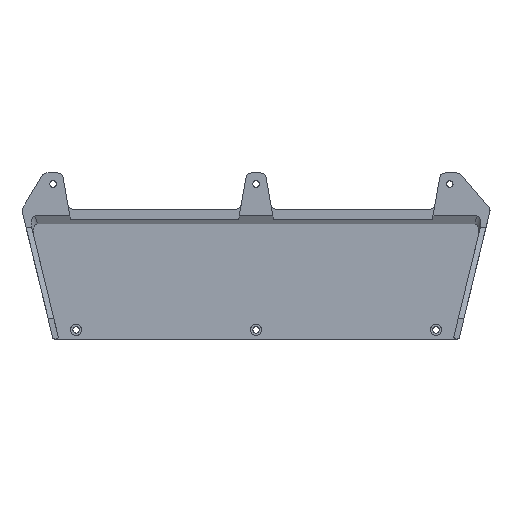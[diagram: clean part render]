
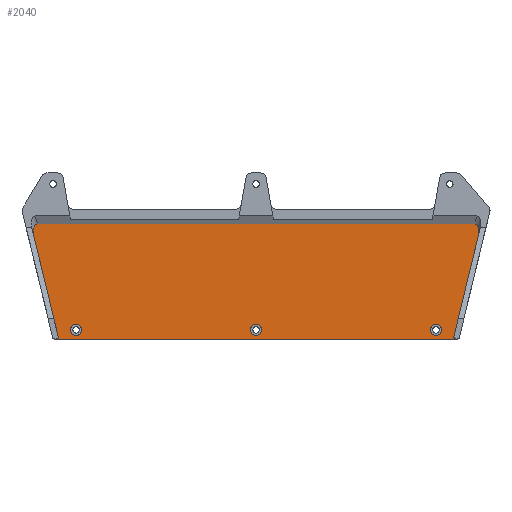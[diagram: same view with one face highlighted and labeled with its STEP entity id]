
A CAD part, top view. The second image highlights one B-rep face of the part: STEP entity #2040.
In plain terms, the highlighted planar face has unit normal (0, 0, 1).
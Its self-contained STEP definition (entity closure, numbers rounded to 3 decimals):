
#19 = DIRECTION ( 'NONE',  ( 0., 0., -1. ) ) ;
#27 = CIRCLE ( 'NONE', #1024, 3.05 ) ;
#34 = DIRECTION ( 'NONE',  ( 1., 0., 0. ) ) ;
#38 = EDGE_CURVE ( 'NONE', #2291, #98, #2073, .T. ) ;
#46 = LINE ( 'NONE', #539, #1360 ) ;
#47 = ORIENTED_EDGE ( 'NONE', *, *, #2257, .F. ) ;
#68 = VERTEX_POINT ( 'NONE', #1498 ) ;
#72 = DIRECTION ( 'NONE',  ( 1., 0., 0. ) ) ;
#83 = DIRECTION ( 'NONE',  ( 0., 0., 1. ) ) ;
#98 = VERTEX_POINT ( 'NONE', #590 ) ;
#101 = AXIS2_PLACEMENT_3D ( 'NONE', #1922, #1601, #2320 ) ;
#103 = VECTOR ( 'NONE', #1057, 1000. ) ;
#126 = CARTESIAN_POINT ( 'NONE',  ( 120.488, 17.357, 3. ) ) ;
#136 = LINE ( 'NONE', #2135, #103 ) ;
#166 = EDGE_CURVE ( 'NONE', #2337, #2094, #1442, .T. ) ;
#187 = CARTESIAN_POINT ( 'NONE',  ( 108.184, -44., 3. ) ) ;
#207 = EDGE_LOOP ( 'NONE', ( #997, #372 ) ) ;
#220 = CARTESIAN_POINT ( 'NONE',  ( 94.45, -40., 3. ) ) ;
#262 = CARTESIAN_POINT ( 'NONE',  ( 120.35, 10.653, 3. ) ) ;
#277 = ORIENTED_EDGE ( 'NONE', *, *, #966, .T. ) ;
#286 = AXIS2_PLACEMENT_3D ( 'NONE', #187, #2282, #1217 ) ;
#296 = CARTESIAN_POINT ( 'NONE',  ( 100.55, -40., 3. ) ) ;
#300 = EDGE_LOOP ( 'NONE', ( #47, #2046 ) ) ;
#319 = ORIENTED_EDGE ( 'NONE', *, *, #1594, .T. ) ;
#364 = VERTEX_POINT ( 'NONE', #1822 ) ;
#366 = CARTESIAN_POINT ( 'NONE',  ( 97.5, -40., 3. ) ) ;
#372 = ORIENTED_EDGE ( 'NONE', *, *, #2113, .F. ) ;
#389 = VECTOR ( 'NONE', #483, 1000. ) ;
#396 =( BOUNDED_CURVE ( )  B_SPLINE_CURVE ( 3, ( #2232, #2079, #126, #847 ),
 .UNSPECIFIED., .F., .T. ) 
 B_SPLINE_CURVE_WITH_KNOTS ( ( 4, 4 ),
 ( 4.712, 6.401 ),
 .UNSPECIFIED. ) 
 CURVE ( )  GEOMETRIC_REPRESENTATION_ITEM ( )  RATIONAL_B_SPLINE_CURVE ( ( 1., 0.776, 0.776, 1. ) ) 
 REPRESENTATION_ITEM ( '' )  );
#414 = CARTESIAN_POINT ( 'NONE',  ( -120.35, 10.653, 3. ) ) ;
#452 = CARTESIAN_POINT ( 'NONE',  ( -118.52, 17.357, 3. ) ) ;
#453 = DIRECTION ( 'NONE',  ( 1., 0., 0. ) ) ;
#470 = AXIS2_PLACEMENT_3D ( 'NONE', #366, #1096, #615 ) ;
#475 = CARTESIAN_POINT ( 'NONE',  ( 107.212, -43.765, 3. ) ) ;
#483 = DIRECTION ( 'NONE',  ( -1., 0., 0. ) ) ;
#488 = EDGE_CURVE ( 'NONE', #1077, #2058, #1425, .T. ) ;
#489 = VERTEX_POINT ( 'NONE', #1303 ) ;
#490 =( BOUNDED_CURVE ( )  B_SPLINE_CURVE ( 3, ( #452, #2208, #633, #414 ),
 .UNSPECIFIED., .F., .T. ) 
 B_SPLINE_CURVE_WITH_KNOTS ( ( 4, 4 ),
 ( 3.024, 4.712 ),
 .UNSPECIFIED. ) 
 CURVE ( )  GEOMETRIC_REPRESENTATION_ITEM ( )  RATIONAL_B_SPLINE_CURVE ( ( 1., 0.776, 0.776, 1. ) ) 
 REPRESENTATION_ITEM ( '' )  );
#501 = FACE_BOUND ( 'NONE', #1259, .T. ) ;
#524 = DIRECTION ( 'NONE',  ( -0.235, 0.972, 0. ) ) ;
#539 = CARTESIAN_POINT ( 'NONE',  ( 107.638, -42., 3. ) ) ;
#544 = ORIENTED_EDGE ( 'NONE', *, *, #1671, .F. ) ;
#563 = DIRECTION ( 'NONE',  ( 1., 0., 0. ) ) ;
#590 = CARTESIAN_POINT ( 'NONE',  ( -107.184, -44., 3. ) ) ;
#595 = CIRCLE ( 'NONE', #470, 3.05 ) ;
#615 = DIRECTION ( 'NONE',  ( 1., 0., 0. ) ) ;
#619 = DIRECTION ( 'NONE',  ( 0., 0., 1. ) ) ;
#627 = AXIS2_PLACEMENT_3D ( 'NONE', #2163, #756, #563 ) ;
#633 = CARTESIAN_POINT ( 'NONE',  ( -121.274, 14.478, 3. ) ) ;
#697 = VERTEX_POINT ( 'NONE', #1072 ) ;
#701 = VERTEX_POINT ( 'NONE', #893 ) ;
#711 = FACE_OUTER_BOUND ( 'NONE', #1813, .T. ) ;
#756 = DIRECTION ( 'NONE',  ( 0., 0., 1. ) ) ;
#795 = CARTESIAN_POINT ( 'NONE',  ( 0., -40., 3. ) ) ;
#798 = DIRECTION ( 'NONE',  ( 1., 0., 0. ) ) ;
#836 = ORIENTED_EDGE ( 'NONE', *, *, #38, .T. ) ;
#847 = CARTESIAN_POINT ( 'NONE',  ( 118.52, 17.357, 3. ) ) ;
#870 = DIRECTION ( 'NONE',  ( 0., 0., -1. ) ) ;
#889 = CARTESIAN_POINT ( 'NONE',  ( -94.45, -40., 3. ) ) ;
#893 = CARTESIAN_POINT ( 'NONE',  ( 3.05, -40., 3. ) ) ;
#966 = EDGE_CURVE ( 'NONE', #2027, #697, #396, .T. ) ;
#985 = CARTESIAN_POINT ( 'NONE',  ( -107.212, -43.765, 3. ) ) ;
#997 = ORIENTED_EDGE ( 'NONE', *, *, #1030, .F. ) ;
#1021 = EDGE_CURVE ( 'NONE', #2337, #2165, #1290, .T. ) ;
#1024 = AXIS2_PLACEMENT_3D ( 'NONE', #795, #619, #1873 ) ;
#1030 = EDGE_CURVE ( 'NONE', #701, #489, #1720, .T. ) ;
#1042 = FACE_BOUND ( 'NONE', #300, .T. ) ;
#1057 = DIRECTION ( 'NONE',  ( -1., 0., 0. ) ) ;
#1072 = CARTESIAN_POINT ( 'NONE',  ( 118.52, 17.357, 3. ) ) ;
#1077 = VERTEX_POINT ( 'NONE', #220 ) ;
#1096 = DIRECTION ( 'NONE',  ( 0., 0., 1. ) ) ;
#1114 = VERTEX_POINT ( 'NONE', #1138 ) ;
#1138 = CARTESIAN_POINT ( 'NONE',  ( -100.55, -40., 3. ) ) ;
#1174 = DIRECTION ( 'NONE',  ( 0., 0., 1. ) ) ;
#1204 = AXIS2_PLACEMENT_3D ( 'NONE', #1959, #19, #34 ) ;
#1207 = CARTESIAN_POINT ( 'NONE',  ( -97.5, -40., 3. ) ) ;
#1217 = DIRECTION ( 'NONE',  ( 1., 0., 0. ) ) ;
#1223 = DIRECTION ( 'NONE',  ( 1., 0., 0. ) ) ;
#1236 = ORIENTED_EDGE ( 'NONE', *, *, #1814, .F. ) ;
#1259 = EDGE_LOOP ( 'NONE', ( #2119, #544 ) ) ;
#1270 = ORIENTED_EDGE ( 'NONE', *, *, #1616, .F. ) ;
#1290 = CIRCLE ( 'NONE', #286, 1. ) ;
#1302 = CARTESIAN_POINT ( 'NONE',  ( -97.5, -40., 3. ) ) ;
#1303 = CARTESIAN_POINT ( 'NONE',  ( -3.05, -40., 3. ) ) ;
#1345 = CARTESIAN_POINT ( 'NONE',  ( -108.184, -45., 3. ) ) ;
#1360 = VECTOR ( 'NONE', #1533, 1000. ) ;
#1395 = AXIS2_PLACEMENT_3D ( 'NONE', #1302, #1174, #798 ) ;
#1397 = AXIS2_PLACEMENT_3D ( 'NONE', #2075, #1747, #1223 ) ;
#1420 = AXIS2_PLACEMENT_3D ( 'NONE', #1555, #870, #453 ) ;
#1423 = CARTESIAN_POINT ( 'NONE',  ( 108.184, -45., 3. ) ) ;
#1425 = CIRCLE ( 'NONE', #627, 3.05 ) ;
#1442 = LINE ( 'NONE', #1768, #389 ) ;
#1476 = CIRCLE ( 'NONE', #1941, 3.05 ) ;
#1498 = CARTESIAN_POINT ( 'NONE',  ( -120.35, 10.653, 3. ) ) ;
#1514 = CIRCLE ( 'NONE', #1204, 1. ) ;
#1533 = DIRECTION ( 'NONE',  ( -0.235, -0.972, 0. ) ) ;
#1555 = CARTESIAN_POINT ( 'NONE',  ( -108.184, -44., 3. ) ) ;
#1594 = EDGE_CURVE ( 'NONE', #697, #364, #136, .T. ) ;
#1601 = DIRECTION ( 'NONE',  ( 0., 0., 1. ) ) ;
#1616 = EDGE_CURVE ( 'NONE', #2291, #68, #1799, .T. ) ;
#1644 = ORIENTED_EDGE ( 'NONE', *, *, #2198, .T. ) ;
#1671 = EDGE_CURVE ( 'NONE', #1114, #2044, #2086, .T. ) ;
#1720 = CIRCLE ( 'NONE', #101, 3.05 ) ;
#1747 = DIRECTION ( 'NONE',  ( 0., 0., 1. ) ) ;
#1759 = VECTOR ( 'NONE', #524, 1000. ) ;
#1768 = CARTESIAN_POINT ( 'NONE',  ( 106.914, -45., 3. ) ) ;
#1772 = PLANE ( 'NONE',  #1397 ) ;
#1778 = ORIENTED_EDGE ( 'NONE', *, *, #1021, .T. ) ;
#1799 = LINE ( 'NONE', #2125, #1759 ) ;
#1813 = EDGE_LOOP ( 'NONE', ( #1236, #277, #319, #2245, #1270, #836, #1644, #1914, #1778 ) ) ;
#1814 = EDGE_CURVE ( 'NONE', #2027, #2165, #46, .T. ) ;
#1822 = CARTESIAN_POINT ( 'NONE',  ( -118.52, 17.357, 3. ) ) ;
#1873 = DIRECTION ( 'NONE',  ( 1., 0., 0. ) ) ;
#1914 = ORIENTED_EDGE ( 'NONE', *, *, #166, .F. ) ;
#1922 = CARTESIAN_POINT ( 'NONE',  ( 0., -40., 3. ) ) ;
#1941 = AXIS2_PLACEMENT_3D ( 'NONE', #1207, #83, #72 ) ;
#1959 = CARTESIAN_POINT ( 'NONE',  ( -108.184, -44., 3. ) ) ;
#1990 = EDGE_CURVE ( 'NONE', #2044, #1114, #1476, .T. ) ;
#2001 = EDGE_CURVE ( 'NONE', #364, #68, #490, .T. ) ;
#2027 = VERTEX_POINT ( 'NONE', #262 ) ;
#2040 = ADVANCED_FACE ( 'NONE', ( #501, #2293, #1042, #711 ), #1772, .T. ) ;
#2044 = VERTEX_POINT ( 'NONE', #889 ) ;
#2046 = ORIENTED_EDGE ( 'NONE', *, *, #488, .F. ) ;
#2058 = VERTEX_POINT ( 'NONE', #296 ) ;
#2073 = CIRCLE ( 'NONE', #1420, 1. ) ;
#2075 = CARTESIAN_POINT ( 'NONE',  ( 0., 0., 3. ) ) ;
#2079 = CARTESIAN_POINT ( 'NONE',  ( 121.274, 14.478, 3. ) ) ;
#2086 = CIRCLE ( 'NONE', #1395, 3.05 ) ;
#2094 = VERTEX_POINT ( 'NONE', #1345 ) ;
#2113 = EDGE_CURVE ( 'NONE', #489, #701, #27, .T. ) ;
#2119 = ORIENTED_EDGE ( 'NONE', *, *, #1990, .F. ) ;
#2125 = CARTESIAN_POINT ( 'NONE',  ( -107.638, -42., 3. ) ) ;
#2135 = CARTESIAN_POINT ( 'NONE',  ( 0., 17.357, 3. ) ) ;
#2163 = CARTESIAN_POINT ( 'NONE',  ( 97.5, -40., 3. ) ) ;
#2165 = VERTEX_POINT ( 'NONE', #475 ) ;
#2198 = EDGE_CURVE ( 'NONE', #98, #2094, #1514, .T. ) ;
#2208 = CARTESIAN_POINT ( 'NONE',  ( -120.488, 17.357, 3. ) ) ;
#2232 = CARTESIAN_POINT ( 'NONE',  ( 120.35, 10.653, 3. ) ) ;
#2245 = ORIENTED_EDGE ( 'NONE', *, *, #2001, .T. ) ;
#2257 = EDGE_CURVE ( 'NONE', #2058, #1077, #595, .T. ) ;
#2282 = DIRECTION ( 'NONE',  ( 0., 0., -1. ) ) ;
#2291 = VERTEX_POINT ( 'NONE', #985 ) ;
#2293 = FACE_BOUND ( 'NONE', #207, .T. ) ;
#2320 = DIRECTION ( 'NONE',  ( 1., 0., 0. ) ) ;
#2337 = VERTEX_POINT ( 'NONE', #1423 ) ;
